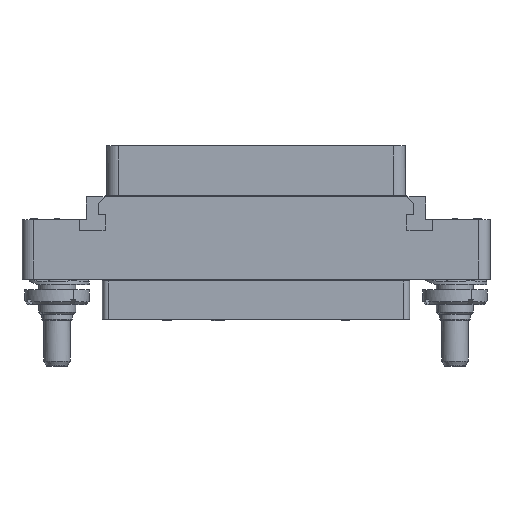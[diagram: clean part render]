
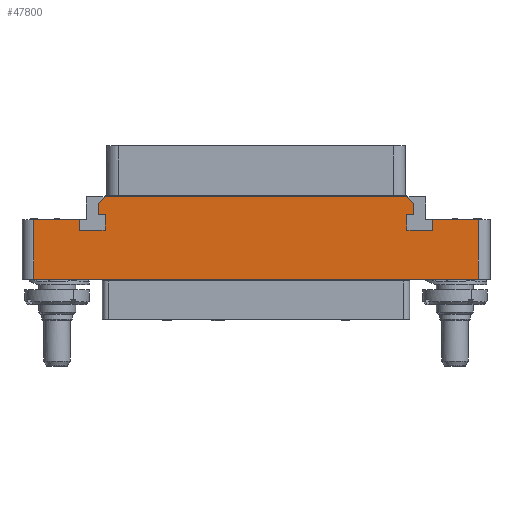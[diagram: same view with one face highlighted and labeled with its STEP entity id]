
A CAD part, top view. The second image highlights one B-rep face of the part: STEP entity #47800.
In plain terms, the highlighted planar face has unit normal (0, 0, 1).
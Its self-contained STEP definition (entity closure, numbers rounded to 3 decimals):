
#1=DIRECTION('',(0.,-1.,0.));
#2=VECTOR('',#1,1.8);
#3=CARTESIAN_POINT('',(-30.2,10.2,7.));
#4=LINE('',#3,#2);
#5=DIRECTION('',(1.,0.,0.));
#6=VECTOR('',#5,4.4);
#7=CARTESIAN_POINT('',(-30.2,8.4,7.));
#8=LINE('',#7,#6);
#9=DIRECTION('',(0.,1.,0.));
#10=VECTOR('',#9,2.6);
#11=CARTESIAN_POINT('',(-25.8,8.4,7.));
#12=LINE('',#11,#10);
#13=DIRECTION('',(-1.,0.,0.));
#14=VECTOR('',#13,1.2);
#15=CARTESIAN_POINT('',(-25.8,11.,7.));
#16=LINE('',#15,#14);
#17=DIRECTION('',(0.,1.,0.));
#18=VECTOR('',#17,1.9);
#19=CARTESIAN_POINT('',(-27.,11.,7.));
#20=LINE('',#19,#18);
#21=DIRECTION('',(0.707,0.707,0.));
#22=VECTOR('',#21,1.697);
#23=CARTESIAN_POINT('',(-27.,12.9,7.));
#24=LINE('',#23,#22);
#25=DIRECTION('',(1.,0.,0.));
#26=VECTOR('',#25,51.6);
#27=CARTESIAN_POINT('',(-25.8,14.1,7.));
#28=LINE('',#27,#26);
#29=DIRECTION('',(-0.707,0.707,0.));
#30=VECTOR('',#29,1.697);
#31=CARTESIAN_POINT('',(27.,12.9,7.));
#32=LINE('',#31,#30);
#33=DIRECTION('',(0.,1.,0.));
#34=VECTOR('',#33,1.9);
#35=CARTESIAN_POINT('',(27.,11.,7.));
#36=LINE('',#35,#34);
#37=DIRECTION('',(1.,0.,0.));
#38=VECTOR('',#37,1.2);
#39=CARTESIAN_POINT('',(25.8,11.,7.));
#40=LINE('',#39,#38);
#41=DIRECTION('',(0.,1.,0.));
#42=VECTOR('',#41,2.6);
#43=CARTESIAN_POINT('',(25.8,8.4,7.));
#44=LINE('',#43,#42);
#45=DIRECTION('',(-1.,0.,0.));
#46=VECTOR('',#45,4.4);
#47=CARTESIAN_POINT('',(30.2,8.4,7.));
#48=LINE('',#47,#46);
#49=DIRECTION('',(0.,-1.,0.));
#50=VECTOR('',#49,1.8);
#51=CARTESIAN_POINT('',(30.2,10.2,7.));
#52=LINE('',#51,#50);
#53=DIRECTION('',(1.,0.,0.));
#54=VECTOR('',#53,7.8);
#55=CARTESIAN_POINT('',(30.2,10.2,7.));
#56=LINE('',#55,#54);
#57=DIRECTION('',(-1.,0.,0.));
#58=VECTOR('',#57,76.);
#59=CARTESIAN_POINT('',(38.,0.,7.));
#60=LINE('',#59,#58);
#61=DIRECTION('',(1.,0.,0.));
#62=VECTOR('',#61,7.8);
#63=CARTESIAN_POINT('',(-38.,10.2,7.));
#64=LINE('',#63,#62);
#2068=DIRECTION('',(0.,-1.,0.));
#2069=VECTOR('',#2068,10.2);
#2070=CARTESIAN_POINT('',(-38.,10.2,7.));
#2071=LINE('',#2070,#2069);
#2086=DIRECTION('',(0.,1.,0.));
#2087=VECTOR('',#2086,10.2);
#2088=CARTESIAN_POINT('',(38.,0.,7.));
#2089=LINE('',#2088,#2087);
#38473=CARTESIAN_POINT('',(38.,0.,7.));
#38474=CARTESIAN_POINT('',(38.,10.2,7.));
#38475=VERTEX_POINT('',#38473);
#38476=VERTEX_POINT('',#38474);
#38481=CARTESIAN_POINT('',(-38.,10.2,7.));
#38482=CARTESIAN_POINT('',(-38.,0.,7.));
#38483=VERTEX_POINT('',#38481);
#38484=VERTEX_POINT('',#38482);
#40103=CARTESIAN_POINT('',(30.2,10.2,7.));
#40104=CARTESIAN_POINT('',(30.2,8.4,7.));
#40105=VERTEX_POINT('',#40103);
#40106=VERTEX_POINT('',#40104);
#40107=CARTESIAN_POINT('',(25.8,8.4,7.));
#40108=VERTEX_POINT('',#40107);
#40109=CARTESIAN_POINT('',(25.8,11.,7.));
#40110=VERTEX_POINT('',#40109);
#40111=CARTESIAN_POINT('',(27.,11.,7.));
#40112=VERTEX_POINT('',#40111);
#40113=CARTESIAN_POINT('',(27.,12.9,7.));
#40114=VERTEX_POINT('',#40113);
#40115=CARTESIAN_POINT('',(25.8,14.1,7.));
#40116=VERTEX_POINT('',#40115);
#40133=CARTESIAN_POINT('',(-30.2,10.2,7.));
#40134=CARTESIAN_POINT('',(-30.2,8.4,7.));
#40135=VERTEX_POINT('',#40133);
#40136=VERTEX_POINT('',#40134);
#40137=CARTESIAN_POINT('',(-25.8,8.4,7.));
#40138=VERTEX_POINT('',#40137);
#40139=CARTESIAN_POINT('',(-25.8,11.,7.));
#40140=VERTEX_POINT('',#40139);
#40141=CARTESIAN_POINT('',(-27.,11.,7.));
#40142=VERTEX_POINT('',#40141);
#40143=CARTESIAN_POINT('',(-27.,12.9,7.));
#40144=VERTEX_POINT('',#40143);
#40145=CARTESIAN_POINT('',(-25.8,14.1,7.));
#40146=VERTEX_POINT('',#40145);
#47757=CARTESIAN_POINT('',(0.,0.,7.));
#47758=DIRECTION('',(0.,0.,-1.));
#47759=DIRECTION('',(-1.,0.,0.));
#47760=AXIS2_PLACEMENT_3D('',#47757,#47758,#47759);
#47761=PLANE('',#47760);
#47763=ORIENTED_EDGE('',*,*,#47762,.T.);
#47765=ORIENTED_EDGE('',*,*,#47764,.T.);
#47767=ORIENTED_EDGE('',*,*,#47766,.T.);
#47769=ORIENTED_EDGE('',*,*,#47768,.T.);
#47771=ORIENTED_EDGE('',*,*,#47770,.T.);
#47773=ORIENTED_EDGE('',*,*,#47772,.T.);
#47775=ORIENTED_EDGE('',*,*,#47774,.T.);
#47777=ORIENTED_EDGE('',*,*,#47776,.F.);
#47779=ORIENTED_EDGE('',*,*,#47778,.F.);
#47781=ORIENTED_EDGE('',*,*,#47780,.F.);
#47783=ORIENTED_EDGE('',*,*,#47782,.F.);
#47785=ORIENTED_EDGE('',*,*,#47784,.F.);
#47787=ORIENTED_EDGE('',*,*,#47786,.F.);
#47789=ORIENTED_EDGE('',*,*,#47788,.T.);
#47791=ORIENTED_EDGE('',*,*,#47790,.F.);
#47793=ORIENTED_EDGE('',*,*,#47792,.T.);
#47795=ORIENTED_EDGE('',*,*,#47794,.F.);
#47797=ORIENTED_EDGE('',*,*,#47796,.T.);
#47798=EDGE_LOOP('',(#47763,#47765,#47767,#47769,#47771,#47773,#47775,#47777,
#47779,#47781,#47783,#47785,#47787,#47789,#47791,#47793,#47795,#47797));
#47799=FACE_OUTER_BOUND('',#47798,.F.);
#47800=ADVANCED_FACE('',(#47799),#47761,.F.);
#47762=EDGE_CURVE('',#40135,#40136,#4,.T.);
#47764=EDGE_CURVE('',#40136,#40138,#8,.T.);
#47766=EDGE_CURVE('',#40138,#40140,#12,.T.);
#47768=EDGE_CURVE('',#40140,#40142,#16,.T.);
#47770=EDGE_CURVE('',#40142,#40144,#20,.T.);
#47772=EDGE_CURVE('',#40144,#40146,#24,.T.);
#47774=EDGE_CURVE('',#40146,#40116,#28,.T.);
#47776=EDGE_CURVE('',#40114,#40116,#32,.T.);
#47778=EDGE_CURVE('',#40112,#40114,#36,.T.);
#47780=EDGE_CURVE('',#40110,#40112,#40,.T.);
#47782=EDGE_CURVE('',#40108,#40110,#44,.T.);
#47784=EDGE_CURVE('',#40106,#40108,#48,.T.);
#47786=EDGE_CURVE('',#40105,#40106,#52,.T.);
#47788=EDGE_CURVE('',#40105,#38476,#56,.T.);
#47790=EDGE_CURVE('',#38475,#38476,#2089,.T.);
#47792=EDGE_CURVE('',#38475,#38484,#60,.T.);
#47794=EDGE_CURVE('',#38483,#38484,#2071,.T.);
#47796=EDGE_CURVE('',#38483,#40135,#64,.T.);
